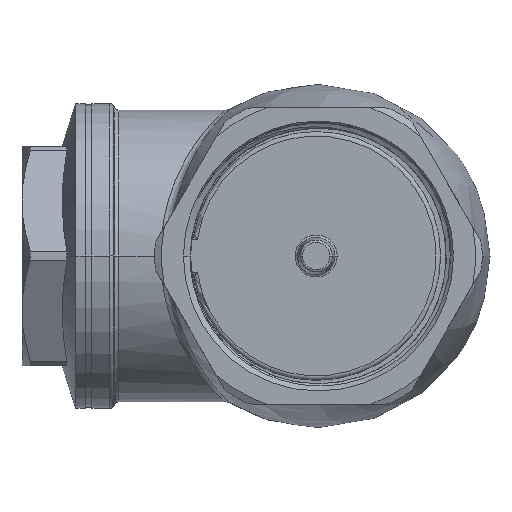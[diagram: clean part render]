
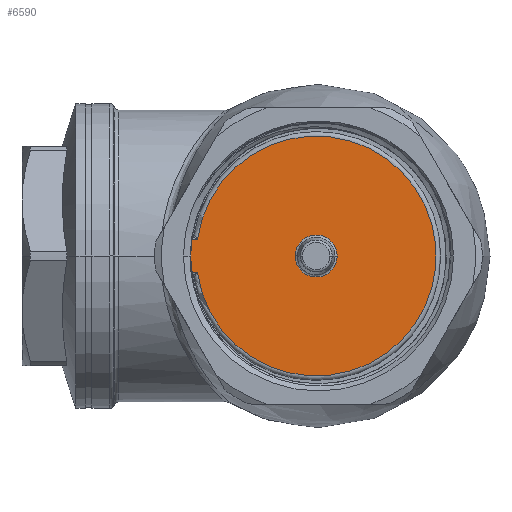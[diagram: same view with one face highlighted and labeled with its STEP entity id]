
A CAD part, left-side view. The second image highlights one B-rep face of the part: STEP entity #6590.
In plain terms, the highlighted face is planar.
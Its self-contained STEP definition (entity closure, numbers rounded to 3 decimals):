
#203=PLANE('',#7314);
#402=LINE('',#22268,#647);
#430=LINE('',#22551,#675);
#432=LINE('',#22653,#677);
#647=VECTOR('',#8636,1000.);
#675=VECTOR('',#8800,1000.);
#677=VECTOR('',#8816,1000.);
#1103=CIRCLE('',#7235,4.681);
#1104=CIRCLE('',#7237,4.681);
#1140=CIRCLE('',#7298,26.75);
#3052=ORIENTED_EDGE('',*,*,#4073,.F.);
#3053=ORIENTED_EDGE('',*,*,#4074,.F.);
#3054=ORIENTED_EDGE('',*,*,#4152,.F.);
#3055=ORIENTED_EDGE('',*,*,#4075,.F.);
#3056=ORIENTED_EDGE('',*,*,#4141,.T.);
#3057=ORIENTED_EDGE('',*,*,#4160,.F.);
#4073=EDGE_CURVE('',#4759,#4758,#1103,.T.);
#4074=EDGE_CURVE('',#4758,#4759,#1104,.T.);
#4075=EDGE_CURVE('',#4760,#4761,#402,.T.);
#4141=EDGE_CURVE('',#4760,#4806,#1140,.T.);
#4152=EDGE_CURVE('',#4761,#4810,#430,.T.);
#4160=EDGE_CURVE('',#4810,#4806,#432,.T.);
#4758=VERTEX_POINT('',#22261);
#4759=VERTEX_POINT('',#22263);
#4760=VERTEX_POINT('',#22269);
#4761=VERTEX_POINT('',#22270);
#4806=VERTEX_POINT('',#22436);
#4810=VERTEX_POINT('',#22552);
#5674=EDGE_LOOP('',(#3052,#3053));
#5675=EDGE_LOOP('',(#3054,#3055,#3056,#3057));
#6113=FACE_BOUND('',#5674,.T.);
#6114=FACE_BOUND('',#5675,.T.);
#6590=ADVANCED_FACE('',(#6113,#6114),#203,.T.);
#7235=AXIS2_PLACEMENT_3D('',#22264,#8628,#8629);
#7237=AXIS2_PLACEMENT_3D('',#22266,#8632,#8633);
#7298=AXIS2_PLACEMENT_3D('',#22435,#8781,#8782);
#7314=AXIS2_PLACEMENT_3D('',#22654,#8817,#8818);
#8628=DIRECTION('',(0.,0.,-1.));
#8629=DIRECTION('',(0.,-1.,0.));
#8632=DIRECTION('',(0.,0.,-1.));
#8633=DIRECTION('',(0.,1.,0.));
#8636=DIRECTION('',(0.,1.,0.));
#8781=DIRECTION('',(0.,0.,-1.));
#8782=DIRECTION('',(0.14,0.99,0.));
#8800=DIRECTION('',(-1.,0.,0.));
#8816=DIRECTION('',(0.,-1.,0.));
#8817=DIRECTION('',(0.,0.,-1.));
#8818=DIRECTION('',(0.,-1.,0.));
#22261=CARTESIAN_POINT('',(0.,4.681,-7.));
#22263=CARTESIAN_POINT('',(0.,-4.681,-7.));
#22264=CARTESIAN_POINT('',(0.,0.,-7.));
#22266=CARTESIAN_POINT('',(0.,0.,-7.));
#22268=CARTESIAN_POINT('',(3.75,26.486,-7.));
#22269=CARTESIAN_POINT('',(3.75,26.486,-7.));
#22270=CARTESIAN_POINT('',(3.75,28.5,-7.));
#22435=CARTESIAN_POINT('',(0.,0.,-7.));
#22436=CARTESIAN_POINT('',(-3.75,26.486,-7.));
#22551=CARTESIAN_POINT('',(3.75,28.5,-7.));
#22552=CARTESIAN_POINT('',(-3.75,28.5,-7.));
#22653=CARTESIAN_POINT('',(-3.75,28.5,-7.));
#22654=CARTESIAN_POINT('',(0.,0.,-7.));
